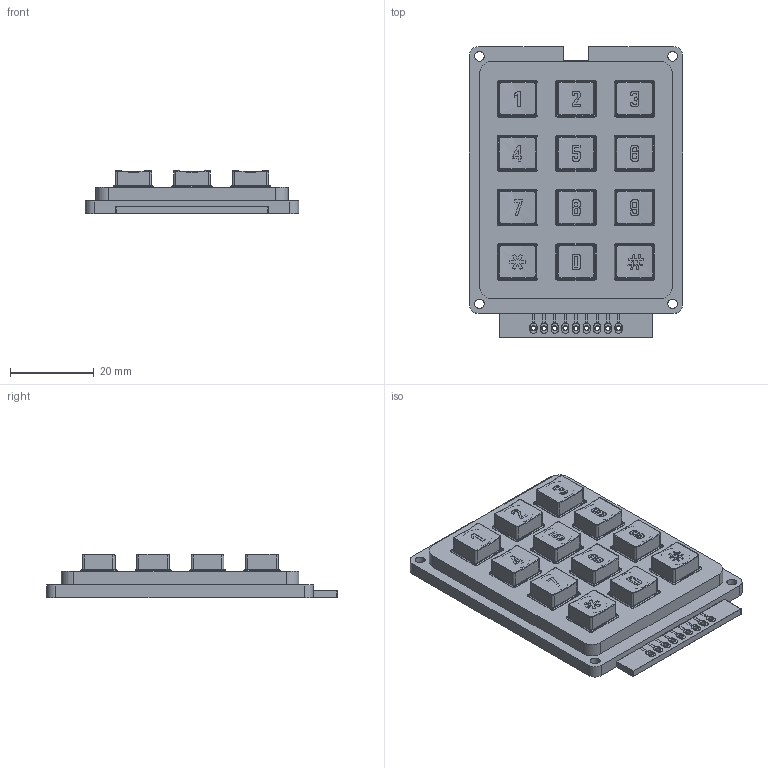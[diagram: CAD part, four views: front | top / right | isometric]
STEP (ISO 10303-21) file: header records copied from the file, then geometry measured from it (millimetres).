
FILE_DESCRIPTION(('FreeCAD Model'),'2;1');
FILE_NAME('KeyPad_3x4_w_pcb.step','2019-04-11T02:15:11',('Author'),(''), 'Open CASCADE STEP processor 7.3','FreeCAD','Unknown');
FILE_SCHEMA(('AUTOMOTIVE_DESIGN { 1 0 10303 214 1 1 1 1 }'));
Length unit declared in the file: millimetre
Products named in the file (8): Part; Body_top; KeyPad; Body_bottom; PCB_pads; PCB; PCBtracks; KeyPad_collor
Assembly tree (7 placements, depth 2):
  Part
    Body_top
    KeyPad
    Body_bottom
    PCB_pads
    PCB
    PCBtracks
    KeyPad_collor
Bounding box: 51 x 69.5 x 10.28 mm (x, y, z)
Volume: 29185.9 mm3; surface area: 28868 mm2
Topology: 7 solids, 7 shells, 1017 faces, 2553 edges, 1626 vertices
Faces by surface type: plane 525, cylinder 276, extrusion 78, cone 48, bspline 48, torus 42
Full cylindrical faces by diameter (mm): 1 x9, 1.1 x9, 1.2 x9, 2.3 x4, 6.8 x12
Entity records: 35197 total; most frequent: CARTESIAN_POINT 10824, ORIENTED_EDGE 5106, DIRECTION 4851, EDGE_CURVE 2553, VECTOR 1633, VERTEX_POINT 1626, AXIS2_PLACEMENT_3D 1609, LINE 1555
